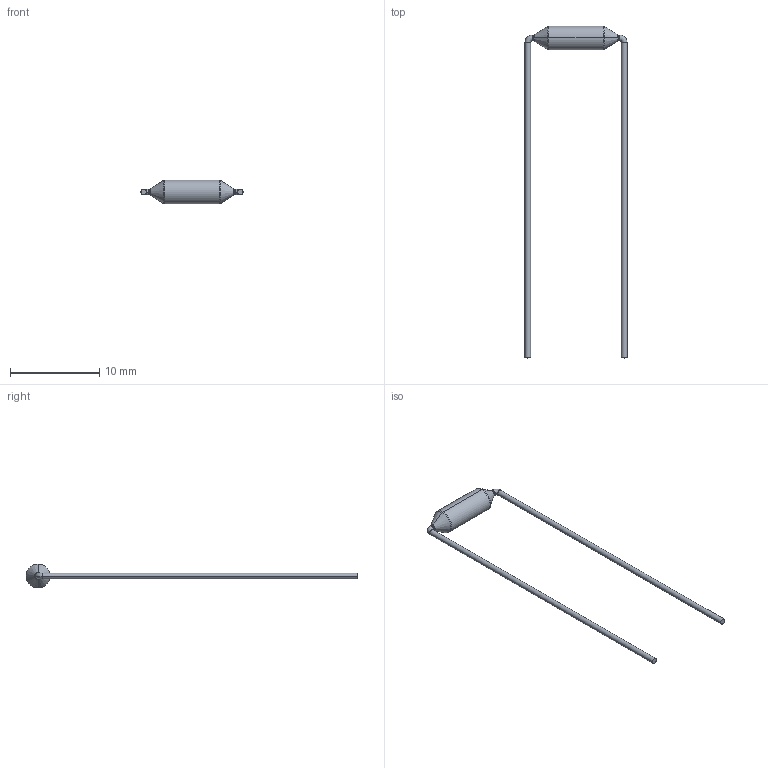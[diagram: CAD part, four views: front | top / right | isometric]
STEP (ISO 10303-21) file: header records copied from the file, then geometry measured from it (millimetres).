
FILE_DESCRIPTION (( 'STEP AP214' ), '1' );
FILE_NAME ('RNC55H1001FRBSL.STEP', '2023-07-21T04:45:55', ( '' ), ( '' ), 'SwSTEP 2.0', 'SolidWorks 2021', '' );
FILE_SCHEMA (( 'AUTOMOTIVE_DESIGN' ));
Length unit declared in the file: millimetre
Products named in the file (1): RNC55H1001FRBSL
Bounding box: 11.45 x 37.22 x 2.69 mm (x, y, z)
Volume: 66.7 mm3; surface area: 220.6 mm2
Topology: 3 solids, 3 shells, 32 faces, 62 edges, 36 vertices
Faces by surface type: torus 12, cylinder 10, plane 6, cone 4
Entity records: 878 total; most frequent: DIRECTION 176, CARTESIAN_POINT 131, ORIENTED_EDGE 124, AXIS2_PLACEMENT_3D 81, EDGE_CURVE 62, CIRCLE 48, VERTEX_POINT 36, EDGE_LOOP 32
